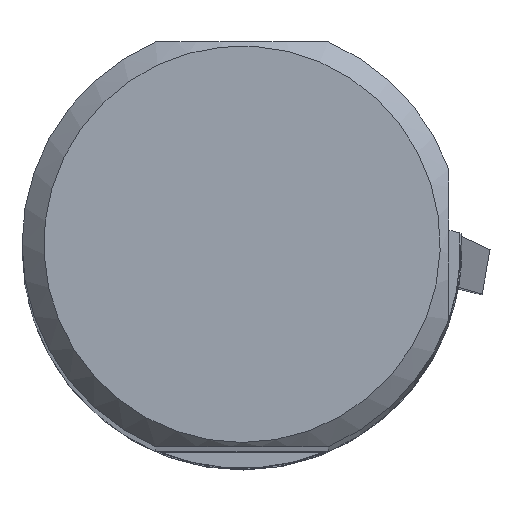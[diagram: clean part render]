
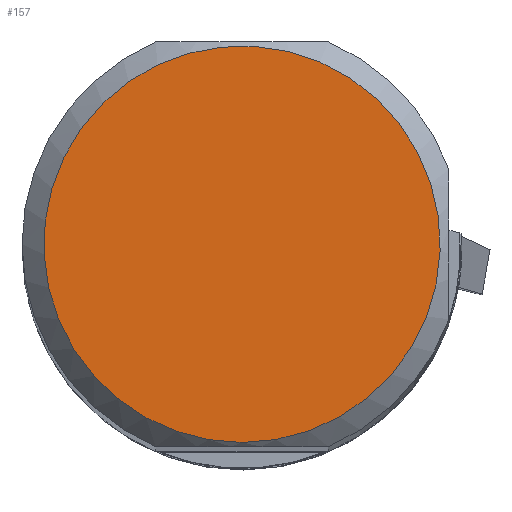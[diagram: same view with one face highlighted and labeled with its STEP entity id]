
A CAD part, top view. The second image highlights one B-rep face of the part: STEP entity #157.
In plain terms, the highlighted planar face has unit normal (0, 0, 1).
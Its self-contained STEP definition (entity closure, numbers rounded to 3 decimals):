
#95=CIRCLE('',#1118,14.3);
#157=ADVANCED_FACE('',(#249),#200,.F.);
#200=PLANE('',#1119);
#249=FACE_OUTER_BOUND('',#301,.T.);
#301=EDGE_LOOP('',(#551));
#551=ORIENTED_EDGE('',*,*,#802,.F.);
#669=VERTEX_POINT('',#1673);
#802=EDGE_CURVE('',#669,#669,#95,.T.);
#1118=AXIS2_PLACEMENT_3D('',#1672,#1383,#1384);
#1119=AXIS2_PLACEMENT_3D('',#1674,#1385,#1386);
#1383=DIRECTION('',(0.,0.,-1.));
#1384=DIRECTION('',(0.,-1.,0.));
#1385=DIRECTION('',(0.,0.,-1.));
#1386=DIRECTION('',(0.,1.,0.));
#1672=CARTESIAN_POINT('',(0.,0.,197.9));
#1673=CARTESIAN_POINT('',(0.,-14.3,197.9));
#1674=CARTESIAN_POINT('',(0.,0.,197.9));
